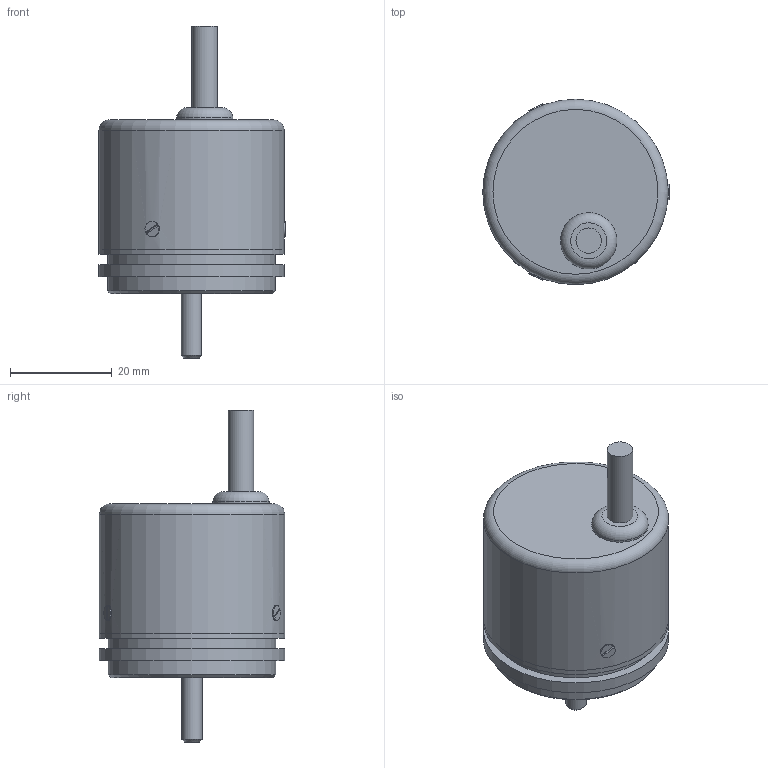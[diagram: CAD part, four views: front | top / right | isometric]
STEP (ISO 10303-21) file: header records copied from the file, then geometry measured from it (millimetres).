
FILE_DESCRIPTION(/* description */ (''),/* implementation_level */ '2;1');
FILE_NAME(/* name */ 'A36.stp',/* time_stamp */ '2015-03-19T08:45:08+02:00',/* author */ ('EdgarasA'),/* organization */ (''),/* preprocessor_version */ 'ST-DEVELOPER v15.2',/* originating_system */ 'Autodesk Inventor 2014',/* authorisation */ '');
FILE_SCHEMA (('AUTOMOTIVE_DESIGN { 1 0 10303 214 3 1 1 }'));
Length unit declared in the file: millimetre
Products named in the file (1): A36
Bounding box: 36.71 x 36.5 x 65.4 mm (x, y, z)
Surface area: 8122.7 mm2 (no closed solid volume)
Topology: 0 solids, 13 shells, 68 faces, 152 edges, 102 vertices
Faces by surface type: plane 25, cylinder 21, cone 17, torus 5
Full cylindrical faces by diameter (mm): 1 x1, 2.459 x4, 4 x1, 5 x1, 9.5 x1, 11.1 x1, 16 x1, 33 x2, 36.5 x3
Entity records: 1855 total; most frequent: CARTESIAN_POINT 388, DIRECTION 306, ORIENTED_EDGE 170, AXIS2_PLACEMENT_3D 142, EDGE_LOOP 120, EDGE_CURVE 107, VERTEX_POINT 95, CIRCLE 73
